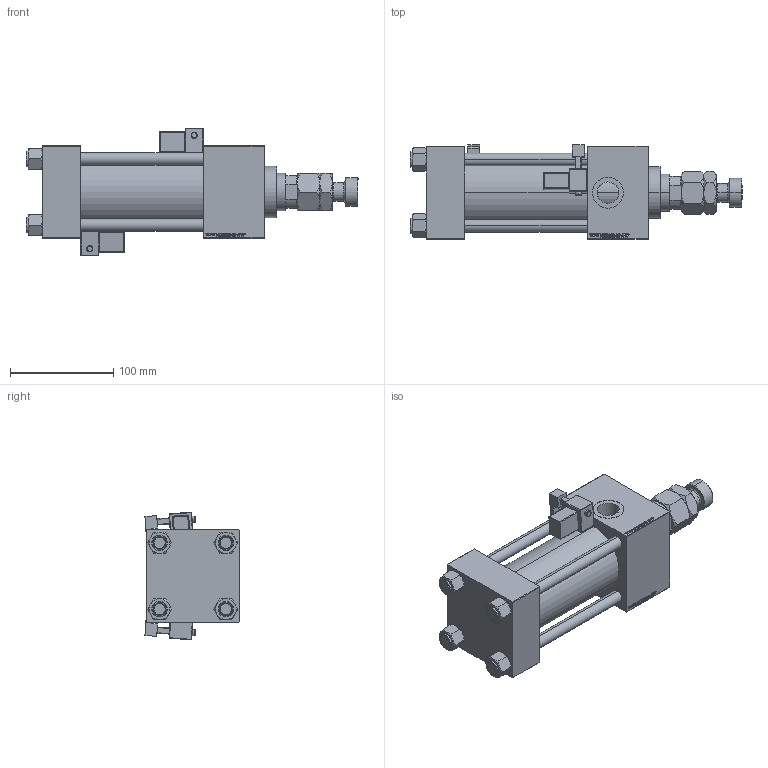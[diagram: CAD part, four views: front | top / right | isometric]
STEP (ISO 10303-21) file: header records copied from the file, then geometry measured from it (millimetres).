
FILE_DESCRIPTION (( 'STEP AP203' ), '1' );
FILE_NAME ('3d52.STEP', '2023-03-15T09:03:05', ( '' ), ( '' ), 'SwSTEP 2.0', 'SolidWorks 2019', '' );
FILE_SCHEMA (( 'CONFIG_CONTROL_DESIGN' ));
Length unit declared in the file: millimetre
Products named in the file (8): NUT_M5_V215CD_C a58a0284dd7f97d2a1a28d9de0d05b0d; V215CD_VCP_C a58a0284dd7f97d2a1a28d9de0d05b0d; V215CD_C_TYCINKA a58a0284dd7f97d2a1a28d9de0d05b0d; V215CD_Body_C a58a0284dd7f97d2a1a28d9de0d05b0d; 3d52; MFA a58a0284dd7f97d2a1a28d9de0d05b0d; V215CR_MSU a58a0284dd7f97d2a1a28d9de0d05b0d; V215CD_VC_C a58a0284dd7f97d2a1a28d9de0d05b0d
Assembly tree (14 placements, depth 2):
  3d52
    V215CD_Body_C a58a0284dd7f97d2a1a28d9de0d05b0d
    V215CD_VC_C a58a0284dd7f97d2a1a28d9de0d05b0d
    V215CD_VCP_C a58a0284dd7f97d2a1a28d9de0d05b0d
    V215CD_C_TYCINKA a58a0284dd7f97d2a1a28d9de0d05b0d  x4
    NUT_M5_V215CD_C a58a0284dd7f97d2a1a28d9de0d05b0d  x4
    MFA a58a0284dd7f97d2a1a28d9de0d05b0d
    V215CR_MSU a58a0284dd7f97d2a1a28d9de0d05b0d  x2
Bounding box: 322 x 91.43 x 123.72 mm (x, y, z)
Volume: 1183240.6 mm3; surface area: 246018.5 mm2
Topology: 14 solids, 14 shells, 1355 faces, 3340 edges, 2115 vertices
Faces by surface type: plane 600, bspline 392, cone 164, cylinder 151, torus 24, sphere 24
Entity records: 54147 total; most frequent: CARTESIAN_POINT 28058, ORIENTED_EDGE 5790, DIRECTION 3899, EDGE_CURVE 2895, VERTEX_POINT 1875, LINE 1711, VECTOR 1711, EDGE_LOOP 1292
